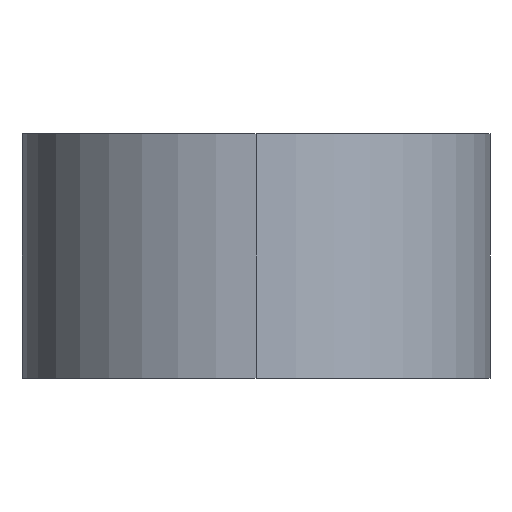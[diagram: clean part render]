
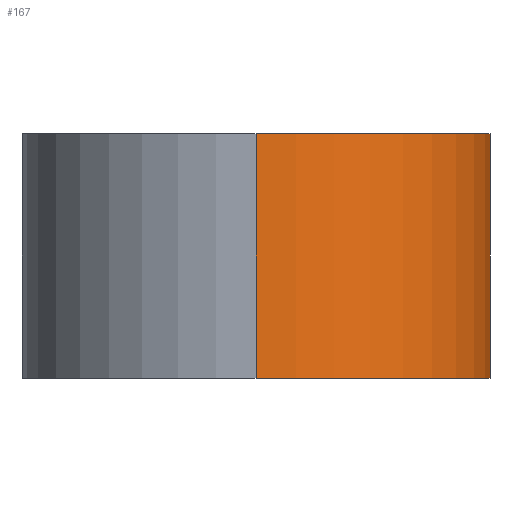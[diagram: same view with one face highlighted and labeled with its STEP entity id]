
A CAD part, left-side view. The second image highlights one B-rep face of the part: STEP entity #167.
In plain terms, the highlighted cylindrical face has radius 3.5 mm (diameter 7 mm), a partial arc.
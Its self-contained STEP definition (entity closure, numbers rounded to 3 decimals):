
#9 = FACE_OUTER_BOUND ( 'NONE', #128, .T. ) ;
#44 = CARTESIAN_POINT ( 'NONE',  ( -15.5, 0., 1.83 ) ) ;
#76 = DIRECTION ( 'NONE',  ( 0., 0., 1. ) ) ;
#104 = ORIENTED_EDGE ( 'NONE', *, *, #518, .F. ) ;
#111 = CARTESIAN_POINT ( 'NONE',  ( -15.5, 0., -1.83 ) ) ;
#128 = EDGE_LOOP ( 'NONE', ( #104, #528, #538, #253 ) ) ;
#129 = CARTESIAN_POINT ( 'NONE',  ( -19., 0., -1.83 ) ) ;
#161 = LINE ( 'NONE', #340, #415 ) ;
#164 = CARTESIAN_POINT ( 'NONE',  ( -19., 0., 1.83 ) ) ;
#167 = ADVANCED_FACE ( 'NONE', ( #9 ), #433, .T. ) ;
#175 = VERTEX_POINT ( 'NONE', #437 ) ;
#201 = DIRECTION ( 'NONE',  ( 1., 0., 0. ) ) ;
#203 = CIRCLE ( 'NONE', #225, 3.5 ) ;
#215 = DIRECTION ( 'NONE',  ( 0., 0., 1. ) ) ;
#216 = DIRECTION ( 'NONE',  ( -1., 0., 0. ) ) ;
#219 = CARTESIAN_POINT ( 'NONE',  ( -15.5, 0., 1.83 ) ) ;
#225 = AXIS2_PLACEMENT_3D ( 'NONE', #219, #215, #551 ) ;
#251 = VECTOR ( 'NONE', #439, 1000. ) ;
#252 = AXIS2_PLACEMENT_3D ( 'NONE', #111, #383, #201 ) ;
#253 = ORIENTED_EDGE ( 'NONE', *, *, #530, .T. ) ;
#263 = EDGE_CURVE ( 'NONE', #405, #175, #467, .T. ) ;
#294 = CARTESIAN_POINT ( 'NONE',  ( -12.59, -1.944, 1.83 ) ) ;
#311 = DIRECTION ( 'NONE',  ( 0., 0., -1. ) ) ;
#313 = CARTESIAN_POINT ( 'NONE',  ( -19., 0., 1.83 ) ) ;
#340 = CARTESIAN_POINT ( 'NONE',  ( -12.59, -1.944, 1.83 ) ) ;
#383 = DIRECTION ( 'NONE',  ( 0., 0., 1. ) ) ;
#405 = VERTEX_POINT ( 'NONE', #129 ) ;
#415 = VECTOR ( 'NONE', #76, 1000. ) ;
#433 = CYLINDRICAL_SURFACE ( 'NONE', #503, 3.5 ) ;
#437 = CARTESIAN_POINT ( 'NONE',  ( -12.59, -1.944, -1.83 ) ) ;
#439 = DIRECTION ( 'NONE',  ( 0., 0., -1. ) ) ;
#442 = LINE ( 'NONE', #313, #251 ) ;
#455 = VERTEX_POINT ( 'NONE', #164 ) ;
#467 = CIRCLE ( 'NONE', #252, 3.5 ) ;
#503 = AXIS2_PLACEMENT_3D ( 'NONE', #44, #311, #216 ) ;
#518 = EDGE_CURVE ( 'NONE', #455, #536, #203, .T. ) ;
#528 = ORIENTED_EDGE ( 'NONE', *, *, #556, .T. ) ;
#530 = EDGE_CURVE ( 'NONE', #175, #536, #161, .T. ) ;
#536 = VERTEX_POINT ( 'NONE', #294 ) ;
#538 = ORIENTED_EDGE ( 'NONE', *, *, #263, .T. ) ;
#551 = DIRECTION ( 'NONE',  ( 1., 0., 0. ) ) ;
#556 = EDGE_CURVE ( 'NONE', #455, #405, #442, .T. ) ;
